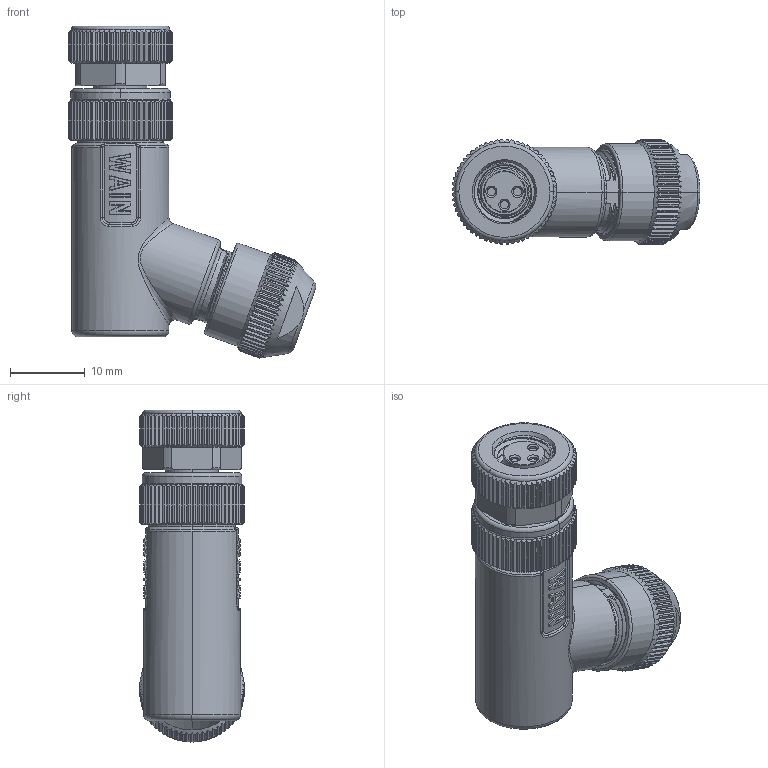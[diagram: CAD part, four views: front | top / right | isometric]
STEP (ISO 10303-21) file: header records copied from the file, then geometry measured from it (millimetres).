
FILE_DESCRIPTION((''),'2;1');
FILE_NAME('M8-F04-T-D5_5-SH_SW0001','2021-09-03T',('lian.chen'),(''),'PRO/ENGINEER BY PARAMETRIC TECHNOLOGY CORPORATION, 2012480','PRO/ENGINEER BY PARAMETRIC TECHNOLOGY CORPORATION, 2012480','');
FILE_SCHEMA(('CONFIG_CONTROL_DESIGN'));
Products named in the file (1): M8-F04-T-D5_5-SH_SW0001
Bounding box: 33.15 x 13.99 x 44.44 mm (x, y, z)
Volume: 7415.9 mm3; surface area: 5796.1 mm2
Topology: 2 solids, 4 shells, 1325 faces, 3822 edges, 2488 vertices
Faces by surface type: plane 504, cylinder 348, bspline 274, cone 131, torus 44, sphere 24
Entity records: 63352 total; most frequent: CARTESIAN_POINT 31823, ORIENTED_EDGE 7644, DIRECTION 5199, EDGE_CURVE 3822, VERTEX_POINT 2488, AXIS2_PLACEMENT_3D 2009, B_SPLINE_CURVE_WITH_KNOTS 1683, EDGE_LOOP 1372
